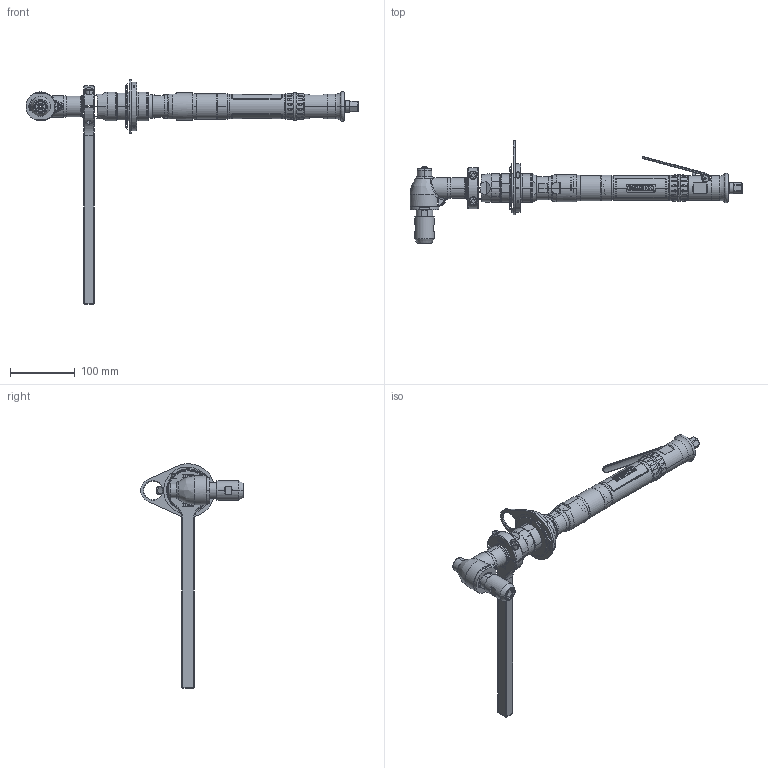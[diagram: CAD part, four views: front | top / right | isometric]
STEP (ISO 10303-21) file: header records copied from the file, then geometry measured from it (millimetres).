
FILE_DESCRIPTION((''),'2;1');
FILE_NAME('AA33LH22AV1-99','2011-01-21T',('DMG0713'),(''),'PRO/ENGINEER BY PARAMETRIC TECHNOLOGY CORPORATION, 2009460','PRO/ENGINEER BY PARAMETRIC TECHNOLOGY CORPORATION, 2009460','');
FILE_SCHEMA(('CONFIG_CONTROL_DESIGN'));
Products named in the file (1): AA33LH22AV1-99
Bounding box: 511.6 x 157.99 x 345.95 mm (x, y, z)
Surface area: 166208.6 mm2 (no closed solid volume)
Topology: 0 solids, 176 shells, 800 faces, 4300 edges, 3510 vertices
Faces by surface type: cylinder 387, plane 198, cone 84, bspline 81, torus 41, sphere 8, extrusion 1
Entity records: 68274 total; most frequent: CARTESIAN_POINT 37863, DIRECTION 5682, ORIENTED_EDGE 5523, EDGE_CURVE 4298, VERTEX_POINT 3510, AXIS2_PLACEMENT_3D 2024, VECTOR 1634, LINE 1633
